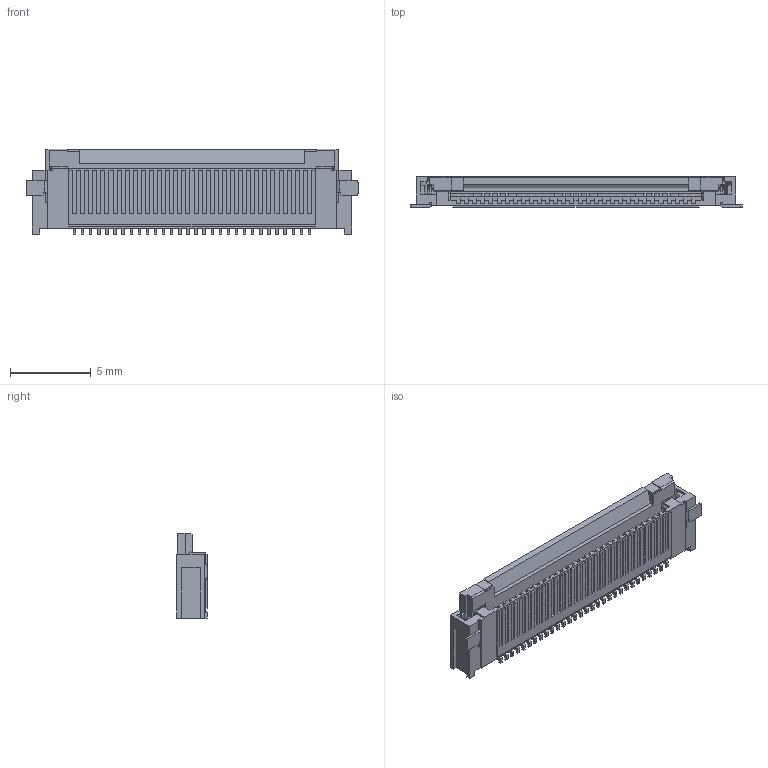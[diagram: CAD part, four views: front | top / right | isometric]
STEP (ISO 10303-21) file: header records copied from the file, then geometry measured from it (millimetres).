
FILE_DESCRIPTION(/* description */ (''),/* implementation_level */ '2;1');
FILE_NAME(/* name */ '505110-3091.step',/* time_stamp */ '2024-05-18T16:25:20+02:00',/* author */ (''),/* organization */ (''),/* preprocessor_version */ 'ST-DEVELOPER v20',/* originating_system */ 'Autodesk Translation Framework v12.20.1.177',/* authorisation */ '');
FILE_SCHEMA (('AUTOMOTIVE_DESIGN { 1 0 10303 214 3 1 1 }'));
Length unit declared in the file: millimetre
Products named in the file (1): (Non enregistré)
Bounding box: 20.5 x 1.9 x 5.3 mm (x, y, z)
Volume: 116.7 mm3; surface area: 505.2 mm2
Topology: 1 solids, 1 shells, 1560 faces, 4832 edges, 3214 vertices
Faces by surface type: plane 1475, cylinder 85
Entity records: 53436 total; most frequent: ORIENTED_EDGE 9664, CARTESIAN_POINT 9625, DIRECTION 8184, EDGE_CURVE 4832, LINE 4598, VECTOR 4598, VERTEX_POINT 3214, AXIS2_PLACEMENT_3D 1793
